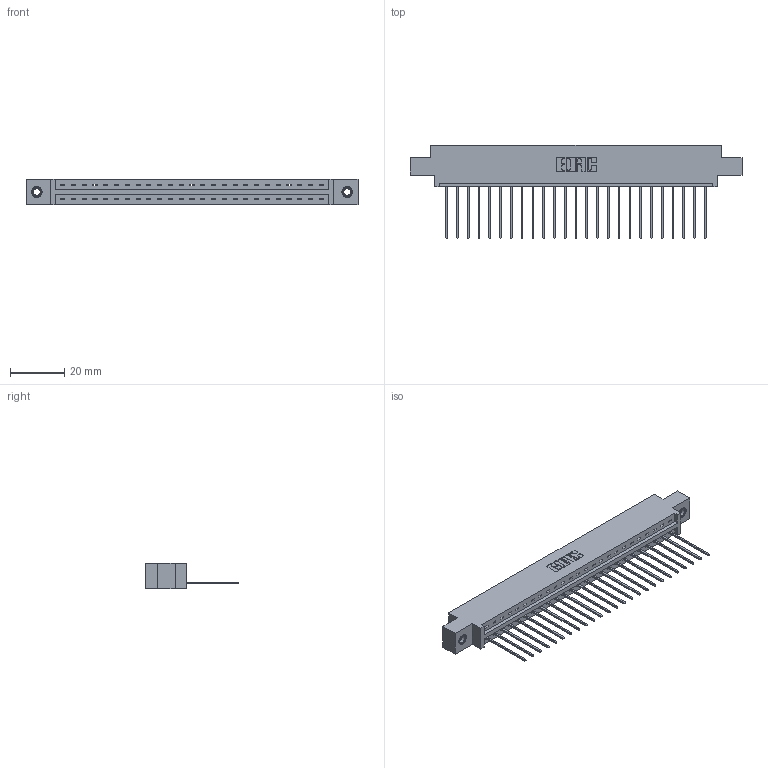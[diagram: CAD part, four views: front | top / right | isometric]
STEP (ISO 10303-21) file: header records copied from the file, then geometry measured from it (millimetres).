
FILE_DESCRIPTION (( 'STEP AP203' ), '1' );
FILE_NAME ('337-025-541-607.STEP', '2019-09-30T17:49:20', ( '' ), ( '' ), 'SwSTEP 2.0', 'SolidWorks 2016', '' );
FILE_SCHEMA (( 'CONFIG_CONTROL_DESIGN' ));
Length unit declared in the file: inch
Products named in the file (4): 345-250-001_345-250-005-103; 345-292-001_345-293-141; 337 Part_0.170 Offset - 0.156 Dia-TI; 337-025-541-607
Assembly tree (28 placements, depth 2):
  337-025-541-607
    337 Part_0.170 Offset - 0.156 Dia-TI
    345-292-001_345-293-141  x25
    345-250-001_345-250-005-103  x2
Bounding box: 122.07 x 34.3 x 9.4 mm (x, y, z)
Volume: 12426.1 mm3; surface area: 13391.1 mm2
Topology: 28 solids, 28 shells, 1728 faces, 5159 edges, 3398 vertices
Faces by surface type: plane 1256, cylinder 456, cone 12, torus 4
Entity records: 22118 total; most frequent: CARTESIAN_POINT 3832, ORIENTED_EDGE 3786, DIRECTION 3293, EDGE_CURVE 1893, VECTOR 1745, LINE 1745, VERTEX_POINT 1256, AXIS2_PLACEMENT_3D 774
